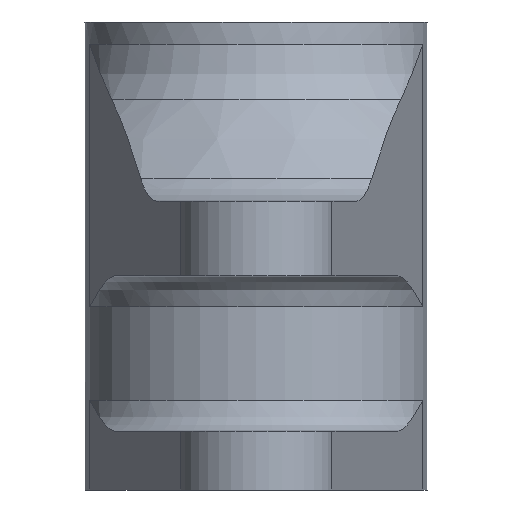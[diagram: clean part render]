
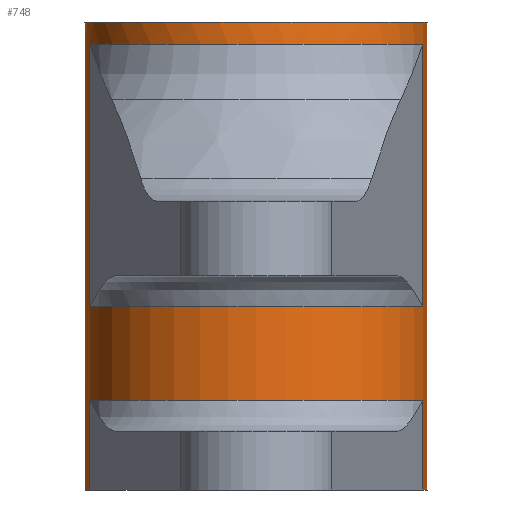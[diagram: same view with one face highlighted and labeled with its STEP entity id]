
A CAD part, left-side view. The second image highlights one B-rep face of the part: STEP entity #748.
In plain terms, the highlighted cylindrical face has radius 11 mm (diameter 22 mm), a full revolution.
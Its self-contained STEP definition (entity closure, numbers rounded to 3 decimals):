
#44=CIRCLE('',#832,11.);
#45=CIRCLE('',#833,11.);
#46=CIRCLE('',#834,11.);
#47=CIRCLE('',#835,11.);
#48=CIRCLE('',#836,11.);
#49=CIRCLE('',#837,11.);
#50=CIRCLE('',#838,11.);
#51=CIRCLE('',#839,11.);
#52=CIRCLE('',#840,11.);
#85=CYLINDRICAL_SURFACE('',#831,11.);
#163=ORIENTED_EDGE('',*,*,#364,.T.);
#164=ORIENTED_EDGE('',*,*,#340,.T.);
#165=ORIENTED_EDGE('',*,*,#365,.F.);
#166=ORIENTED_EDGE('',*,*,#331,.F.);
#167=ORIENTED_EDGE('',*,*,#366,.T.);
#168=ORIENTED_EDGE('',*,*,#321,.T.);
#169=ORIENTED_EDGE('',*,*,#367,.F.);
#170=ORIENTED_EDGE('',*,*,#337,.F.);
#171=ORIENTED_EDGE('',*,*,#368,.T.);
#172=ORIENTED_EDGE('',*,*,#369,.T.);
#173=ORIENTED_EDGE('',*,*,#370,.F.);
#174=ORIENTED_EDGE('',*,*,#371,.T.);
#175=ORIENTED_EDGE('',*,*,#372,.T.);
#176=ORIENTED_EDGE('',*,*,#373,.T.);
#177=ORIENTED_EDGE('',*,*,#357,.F.);
#178=ORIENTED_EDGE('',*,*,#374,.T.);
#179=ORIENTED_EDGE('',*,*,#375,.T.);
#321=EDGE_CURVE('',#424,#425,#499,.T.);
#331=EDGE_CURVE('',#432,#433,#505,.T.);
#337=EDGE_CURVE('',#438,#439,#508,.T.);
#340=EDGE_CURVE('',#441,#442,#511,.T.);
#357=EDGE_CURVE('',#456,#457,#517,.T.);
#364=EDGE_CURVE('',#438,#441,#44,.F.);
#365=EDGE_CURVE('',#433,#442,#45,.T.);
#366=EDGE_CURVE('',#432,#424,#46,.T.);
#367=EDGE_CURVE('',#439,#425,#47,.T.);
#368=EDGE_CURVE('',#462,#463,#520,.T.);
#369=EDGE_CURVE('',#463,#464,#48,.F.);
#370=EDGE_CURVE('',#465,#464,#521,.T.);
#371=EDGE_CURVE('',#465,#462,#49,.T.);
#372=EDGE_CURVE('',#466,#467,#522,.T.);
#373=EDGE_CURVE('',#467,#457,#50,.F.);
#374=EDGE_CURVE('',#456,#466,#51,.T.);
#375=EDGE_CURVE('',#468,#468,#52,.T.);
#424=VERTEX_POINT('',#1132);
#425=VERTEX_POINT('',#1133);
#432=VERTEX_POINT('',#1159);
#433=VERTEX_POINT('',#1161);
#438=VERTEX_POINT('',#1177);
#439=VERTEX_POINT('',#1179);
#441=VERTEX_POINT('',#1185);
#442=VERTEX_POINT('',#1186);
#456=VERTEX_POINT('',#1227);
#457=VERTEX_POINT('',#1228);
#462=VERTEX_POINT('',#1259);
#463=VERTEX_POINT('',#1260);
#464=VERTEX_POINT('',#1262);
#465=VERTEX_POINT('',#1264);
#466=VERTEX_POINT('',#1267);
#467=VERTEX_POINT('',#1268);
#468=VERTEX_POINT('',#1272);
#499=LINE('',#1131,#533);
#505=LINE('',#1160,#539);
#508=LINE('',#1178,#542);
#511=LINE('',#1184,#545);
#517=LINE('',#1226,#551);
#520=LINE('',#1258,#554);
#521=LINE('',#1263,#555);
#522=LINE('',#1266,#556);
#533=VECTOR('',#905,1000.);
#539=VECTOR('',#919,1000.);
#542=VECTOR('',#930,1000.);
#545=VECTOR('',#935,1000.);
#551=VECTOR('',#973,1000.);
#554=VECTOR('',#986,1000.);
#555=VECTOR('',#989,1000.);
#556=VECTOR('',#992,1000.);
#583=EDGE_LOOP('',(#163,#164,#165,#166,#167,#168,#169,#170));
#584=EDGE_LOOP('',(#171,#172,#173,#174));
#585=EDGE_LOOP('',(#175,#176,#177,#178));
#586=EDGE_LOOP('',(#179));
#657=FACE_BOUND('',#583,.T.);
#658=FACE_BOUND('',#584,.T.);
#659=FACE_BOUND('',#585,.T.);
#660=FACE_BOUND('',#586,.T.);
#748=ADVANCED_FACE('',(#657,#658,#659,#660),#85,.T.);
#831=AXIS2_PLACEMENT_3D('',#1253,#976,#977);
#832=AXIS2_PLACEMENT_3D('',#1254,#978,#979);
#833=AXIS2_PLACEMENT_3D('',#1255,#980,#981);
#834=AXIS2_PLACEMENT_3D('',#1256,#982,#983);
#835=AXIS2_PLACEMENT_3D('',#1257,#984,#985);
#836=AXIS2_PLACEMENT_3D('',#1261,#987,#988);
#837=AXIS2_PLACEMENT_3D('',#1265,#990,#991);
#838=AXIS2_PLACEMENT_3D('',#1269,#993,#994);
#839=AXIS2_PLACEMENT_3D('',#1270,#995,#996);
#840=AXIS2_PLACEMENT_3D('',#1271,#997,#998);
#905=DIRECTION('',(0.,0.,-1.));
#919=DIRECTION('',(0.,0.,-1.));
#930=DIRECTION('',(0.,0.,-1.));
#935=DIRECTION('',(0.,0.,-1.));
#973=DIRECTION('',(0.,0.,-1.));
#976=DIRECTION('',(0.,0.,-1.));
#977=DIRECTION('',(-1.,0.,0.));
#978=DIRECTION('',(0.,0.,-1.));
#979=DIRECTION('',(-1.,0.,0.));
#980=DIRECTION('',(0.,0.,-1.));
#981=DIRECTION('',(1.,0.,0.));
#982=DIRECTION('',(0.,0.,1.));
#983=DIRECTION('',(1.,0.,0.));
#984=DIRECTION('',(0.,0.,-1.));
#985=DIRECTION('',(1.,0.,0.));
#986=DIRECTION('',(0.,0.,-1.));
#987=DIRECTION('',(0.,0.,1.));
#988=DIRECTION('',(1.,0.,0.));
#989=DIRECTION('',(0.,0.,-1.));
#990=DIRECTION('',(0.,0.,1.));
#991=DIRECTION('',(1.,0.,0.));
#992=DIRECTION('',(0.,0.,-1.));
#993=DIRECTION('',(0.,0.,1.));
#994=DIRECTION('',(1.,0.,0.));
#995=DIRECTION('',(0.,0.,1.));
#996=DIRECTION('',(1.,0.,0.));
#997=DIRECTION('',(0.,0.,-1.));
#998=DIRECTION('',(1.,0.,0.));
#1131=CARTESIAN_POINT('',(2.64,10.679,18.5));
#1132=CARTESIAN_POINT('',(2.64,10.679,6.75));
#1133=CARTESIAN_POINT('',(2.64,10.679,0.));
#1159=CARTESIAN_POINT('',(2.64,-10.679,6.75));
#1160=CARTESIAN_POINT('',(2.64,-10.679,18.5));
#1161=CARTESIAN_POINT('',(2.64,-10.679,0.));
#1177=CARTESIAN_POINT('',(-2.64,10.679,5.75));
#1178=CARTESIAN_POINT('',(-2.64,10.679,18.5));
#1179=CARTESIAN_POINT('',(-2.64,10.679,0.));
#1184=CARTESIAN_POINT('',(-2.64,-10.679,18.5));
#1185=CARTESIAN_POINT('',(-2.64,-10.679,5.75));
#1186=CARTESIAN_POINT('',(-2.64,-10.679,0.));
#1226=CARTESIAN_POINT('',(-2.64,10.679,18.5));
#1227=CARTESIAN_POINT('',(-2.64,10.679,28.571));
#1228=CARTESIAN_POINT('',(-2.64,10.679,11.75));
#1253=CARTESIAN_POINT('',(0.,0.,30.));
#1254=CARTESIAN_POINT('',(0.,0.,5.75));
#1255=CARTESIAN_POINT('',(0.,0.,0.));
#1256=CARTESIAN_POINT('',(0.,0.,6.75));
#1257=CARTESIAN_POINT('',(0.,0.,0.));
#1258=CARTESIAN_POINT('',(2.64,10.679,18.5));
#1259=CARTESIAN_POINT('',(2.64,10.679,28.571));
#1260=CARTESIAN_POINT('',(2.64,10.679,12.75));
#1261=CARTESIAN_POINT('',(0.,0.,12.75));
#1262=CARTESIAN_POINT('',(2.64,-10.679,12.75));
#1263=CARTESIAN_POINT('',(2.64,-10.679,18.5));
#1264=CARTESIAN_POINT('',(2.64,-10.679,28.571));
#1265=CARTESIAN_POINT('',(0.,0.,28.571));
#1266=CARTESIAN_POINT('',(-2.64,-10.679,18.5));
#1267=CARTESIAN_POINT('',(-2.64,-10.679,28.571));
#1268=CARTESIAN_POINT('',(-2.64,-10.679,11.75));
#1269=CARTESIAN_POINT('',(0.,0.,11.75));
#1270=CARTESIAN_POINT('',(0.,0.,28.571));
#1271=CARTESIAN_POINT('',(0.,0.,30.));
#1272=CARTESIAN_POINT('',(11.,0.,30.));
